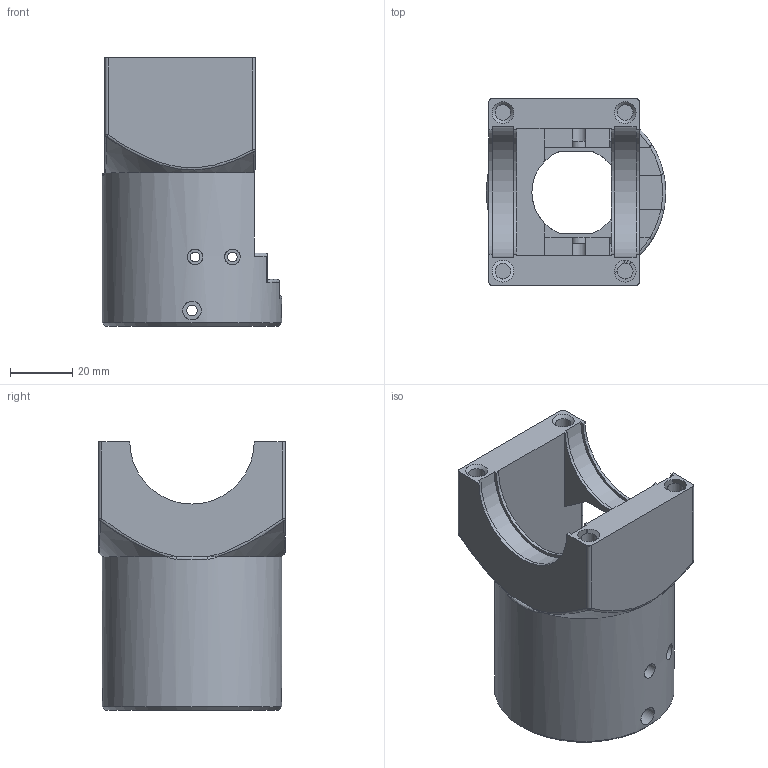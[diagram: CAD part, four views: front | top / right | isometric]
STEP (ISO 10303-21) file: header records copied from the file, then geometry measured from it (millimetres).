
FILE_DESCRIPTION(/* description */ (''),/* implementation_level */ '2;1');
FILE_NAME(/* name */ 'cylinder_gearbox.step',/* time_stamp */ '2026-02-16T15:17:57-08:00',/* author */ (''),/* organization */ (''),/* preprocessor_version */ 'ST-DEVELOPER v20.1',/* originating_system */ 'Autodesk Translation Framework v14.24.0.0',/* authorisation */ '');
FILE_SCHEMA (('AUTOMOTIVE_DESIGN { 1 0 10303 214 3 1 1 }'));
Length unit declared in the file: millimetre
Products named in the file (5): Manuel 1.0; V4 robot arm; Geared wrist; Middle gearbox 2; Cylinder gearbox
Assembly tree (4 placements, depth 5):
  Manuel 1.0
    V4 robot arm
      Geared wrist
        Middle gearbox 2
          Cylinder gearbox
Bounding box: 57.74 x 60 x 86.25 mm (x, y, z)
Volume: 100148.4 mm3; surface area: 30227.2 mm2
Topology: 1 solids, 1 shells, 120 faces, 329 edges, 208 vertices
Faces by surface type: plane 50, cylinder 45, bspline 9, cone 7, torus 5, sphere 4
Full cylindrical faces by diameter (mm): 3.1 x4, 3.4 x3, 5 x8, 6 x3, 57.74 x1
Entity records: 4643 total; most frequent: CARTESIAN_POINT 1469, ORIENTED_EDGE 654, DIRECTION 636, EDGE_CURVE 327, AXIS2_PLACEMENT_3D 236, VERTEX_POINT 208, LINE 164, VECTOR 164
